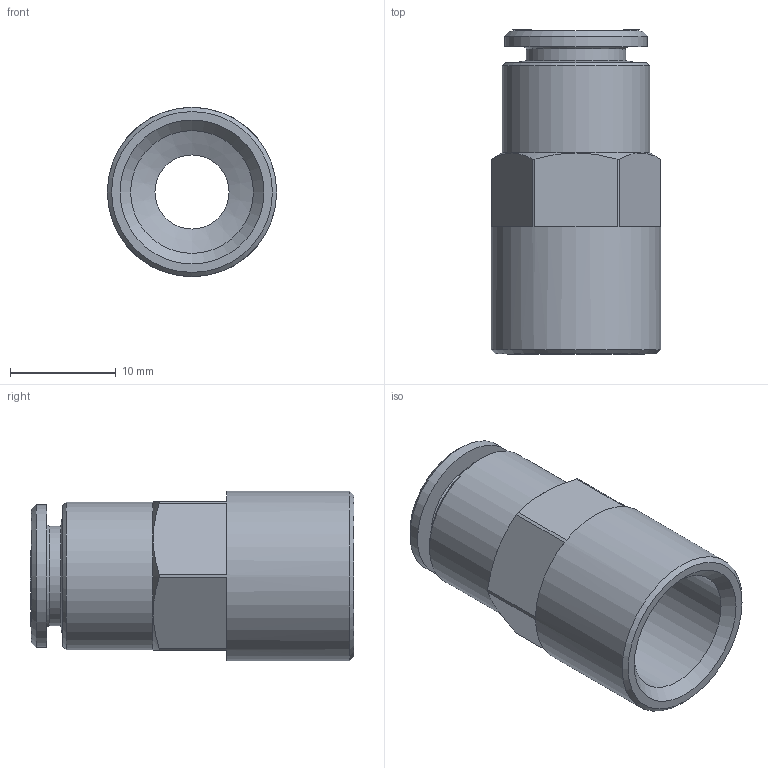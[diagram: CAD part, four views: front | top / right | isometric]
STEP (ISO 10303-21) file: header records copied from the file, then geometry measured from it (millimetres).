
FILE_DESCRIPTION( ( 'STEP AP214' ), '1' );
FILE_NAME( 'psolqas_7792_8.stp', '2020-12-01T16:59:27', ( 'License CC BY-ND 4.0' ), ( 'CADENAS' ), ' ', 'PARTsolutions', ' ' );
FILE_SCHEMA( ( 'AUTOMOTIVE_DESIGN { 1 0 10303 214 1 1 1 1 }' ) );
Length unit declared in the file: metre
Products named in the file (1): Rivoluzione1
Bounding box: 16 x 30.6 x 16 mm (x, y, z)
Volume: 2973.2 mm3; surface area: 2696.4 mm2
Topology: 1 solids, 1 shells, 146 faces, 375 edges, 247 vertices
Faces by surface type: plane 78, bspline 51, cone 10, cylinder 7
Full cylindrical faces by diameter (mm): 7 x1, 8.15 x1, 9.4 x1, 11.6 x1, 13.5 x1, 13.9 x1, 16 x1
Entity records: 8273 total; most frequent: CARTESIAN_POINT 3957, ORIENTED_EDGE 710, DIRECTION 469, EDGE_CURVE 355, VERTEX_POINT 244, LINE 213, VECTOR 213, EDGE_LOOP 181
